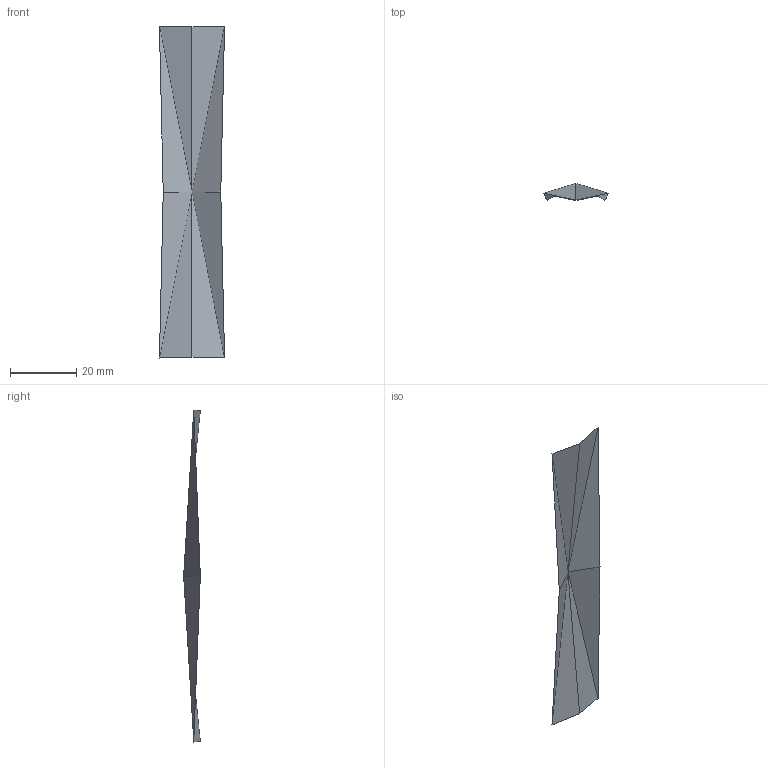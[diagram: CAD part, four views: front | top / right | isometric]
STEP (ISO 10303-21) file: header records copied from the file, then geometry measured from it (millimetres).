
FILE_DESCRIPTION (( 'STEP AP214' ), '1' );
FILE_NAME ('waterbomb_base_60_5.STEP', '2025-07-22T06:39:10', ( '' ), ( '' ), 'SwSTEP 2.0', 'SolidWorks 2023', '' );
FILE_SCHEMA (( 'AUTOMOTIVE_DESIGN' ));
Length unit declared in the file: metre
Products named in the file (1): waterbomb_base_60_5
Bounding box: 19.68 x 5.02 x 100.3 mm (x, y, z)
Surface area: 2016.4 mm2 (no closed solid volume)
Topology: 0 solids, 8 shells, 8 faces, 24 edges, 24 vertices
Faces by surface type: plane 8
Entity records: 283 total; most frequent: CARTESIAN_POINT 57, DIRECTION 42, VERTEX_POINT 24, VECTOR 24, LINE 24, EDGE_CURVE 24, ORIENTED_EDGE 24, AXIS2_PLACEMENT_3D 9
